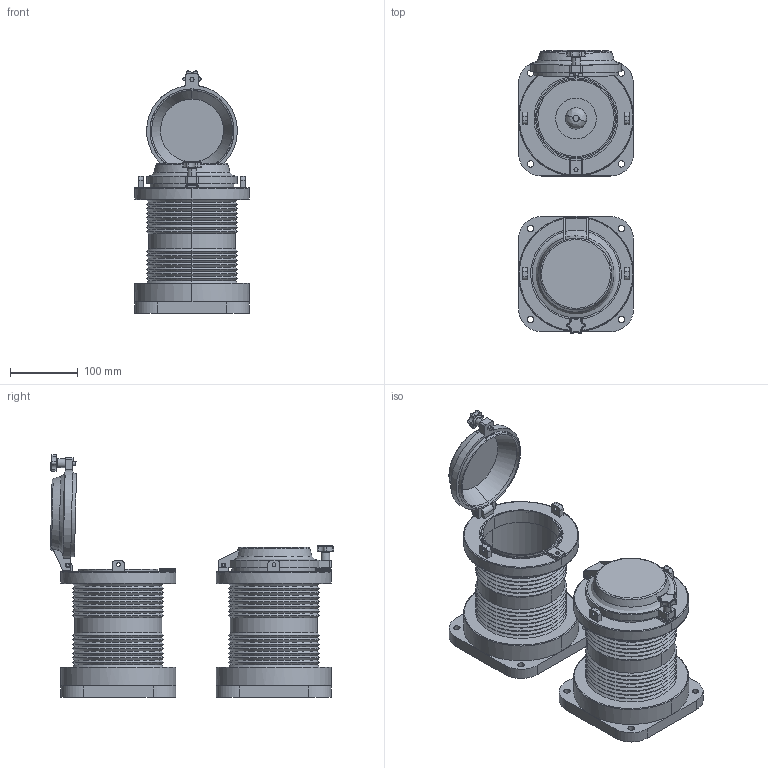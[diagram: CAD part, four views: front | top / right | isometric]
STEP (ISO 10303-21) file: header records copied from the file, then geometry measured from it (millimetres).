
FILE_DESCRIPTION(('FreeCAD Model'),'2;1');
FILE_NAME('Open CASCADE Shape Model','2025-05-03T08:56:33',('FreeCAD'),( 'FreeCAD'),'Open CASCADE STEP processor 7.6','FreeCAD','Unknown');
FILE_SCHEMA(('AUTOMOTIVE_DESIGN { 1 0 10303 214 1 1 1 1 }'));
Length unit declared in the file: millimetre
Products named in the file (1): Open CASCADE STEP translator 7.6 1
Bounding box: 169.19 x 416.65 x 356.9 mm (x, y, z)
Volume: 3200533.3 mm3; surface area: 606842.1 mm2
Topology: 11 solids, 130 shells, 536 faces, 1559 edges, 1182 vertices
Faces by surface type: bspline 536
Entity records: 21812 total; most frequent: CARTESIAN_POINT 13634, ORIENTED_EDGE 2520, EDGE_CURVE 1559, VERTEX_POINT 1182, B_SPLINE_CURVE_WITH_KNOTS 742, FACE_BOUND 606, EDGE_LOOP 606, ADVANCED_FACE 536
